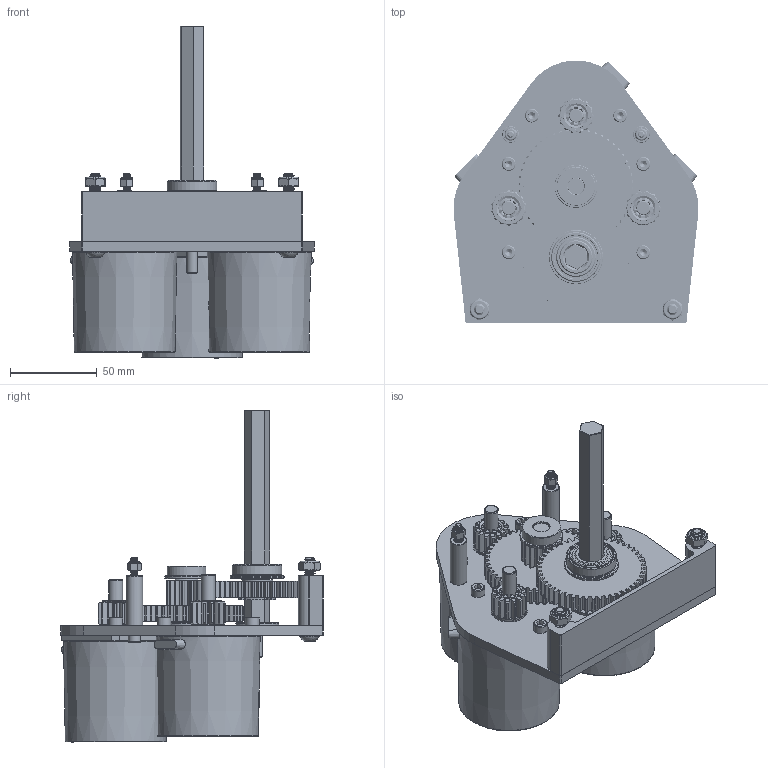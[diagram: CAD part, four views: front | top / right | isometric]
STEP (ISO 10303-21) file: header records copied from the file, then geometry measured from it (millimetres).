
FILE_DESCRIPTION (( 'STEP AP214' ), '1' );
FILE_NAME ('am-14U4_3MU AM14U4 3 Motor Upgrade Kit.STEP', '2021-02-02T19:33:31', ( '' ), ( '' ), 'SwSTEP 2.0', 'SolidWorks 2019', '' );
FILE_SCHEMA (( 'AUTOMOTIVE_DESIGN' ));
Length unit declared in the file: inch
Products named in the file (23): am-xxxx AM14U4 3 Motor Upgrade Plate; 5-16 washer; 50T 20dp 375hex_Inch - Spur gear 20DP 50T 14.5PA .372FW ---S50N3.0H2.0L0.25N; 14-20 x 1.750 BHCS_92949A837; 48t 20dp 500h with teeth; SHCS M4-0.7 x 45_91290A145; am-2650 TB Spacer; 10-32x0625_shcs_HX-SHCS 0.19-32x1.375x1-C; FR6ZZ Bearing; 2mm x 2mm x 10mm Machine Key; TB Output Shaft Hex L-Base 2; AS38-8-72 Aluminum Spacer; 500 E-klip; 0.875 2in Bearing Plate; REV-21-1650; 14T CIM Gear; Toughbox Small Hex Shaft; 8mm spring clip; 16t 20dp 375h with teeth; M4 Nylock Nut.sldprt_90576A103; am-2986 FR8ZZ Hex Bearing; am-14U4_3MU AM14U4 3 Motor Upgrade Kit; 14-20 NyLock thin - Mcm 90566A029_90566A029
Assembly tree (49 placements, depth 2):
  am-14U4_3MU AM14U4 3 Motor Upgrade Kit
    am-xxxx AM14U4 3 Motor Upgrade Plate
    FR6ZZ Bearing  x3
    Toughbox Small Hex Shaft
    50T 20dp 375hex_Inch - Spur gear 20DP 50T 14.5PA .372FW ---S50N3.0H2.0L0.25N
    TB Output Shaft Hex L-Base 2
    16t 20dp 375h with teeth
    48t 20dp 500h with teeth
    500 E-klip
    am-2986 FR8ZZ Hex Bearing
    am-2650 TB Spacer
    REV-21-1650  x3
    14-20 NyLock thin - Mcm 90566A029_90566A029  x2
    10-32x0625_shcs_HX-SHCS 0.19-32x1.375x1-C  x6
    14T CIM Gear  x3
    5-16 washer  x8
    2mm x 2mm x 10mm Machine Key  x3
    8mm spring clip  x3
    14-20 x 1.750 BHCS_92949A837  x2
    AS38-8-72 Aluminum Spacer  x2
    M4 Nylock Nut.sldprt_90576A103  x2
    SHCS M4-0.7 x 45_91290A145  x2
    0.875 2in Bearing Plate
Bounding box: 140.95 x 151.13 x 191.02 mm (x, y, z)
Volume: 700035.9 mm3; surface area: 165146.1 mm2
Topology: 53 solids, 53 shells, 1944 faces, 5064 edges, 3254 vertices
Faces by surface type: cylinder 947, plane 484, cone 438, sphere 26, torus 25, bspline 24
Full cylindrical faces by diameter (mm): 3.359 x2, 3.441 x10, 4 x68, 4.039 x12, 4.064 x2, 4.346 x2, 4.369 x2, 4.826 x6, 5.105 x12, 5.22 x2, 5.387 x6, 6.325 x1, 6.35 x6, 6.502 x2, 6.756 x2, 7 x2, 7.306 x2, 7.937 x6, 8 x3, 8.788 x8, 9.5 x1, 9.525 x7, 11.1 x2, 11.176 x1, 13.97 x1, 17.526 x8, 17.78 x1, 19.05 x3, 20.828 x3, 22.225 x4
Entity records: 51162 total; most frequent: CARTESIAN_POINT 19799, DIRECTION 6610, ORIENTED_EDGE 6050, EDGE_CURVE 3025, AXIS2_PLACEMENT_3D 2825, VERTEX_POINT 2052, CIRCLE 1589, EDGE_LOOP 1443
